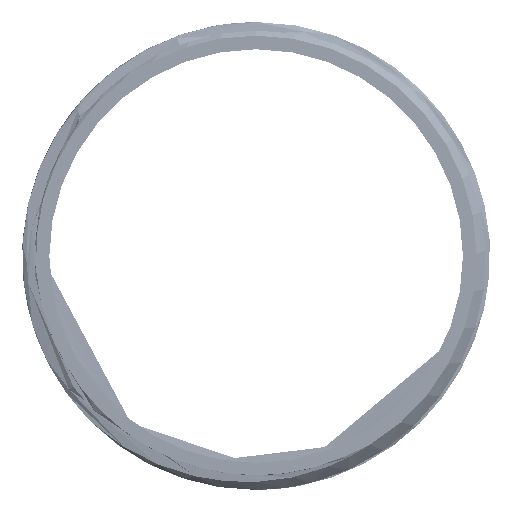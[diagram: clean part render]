
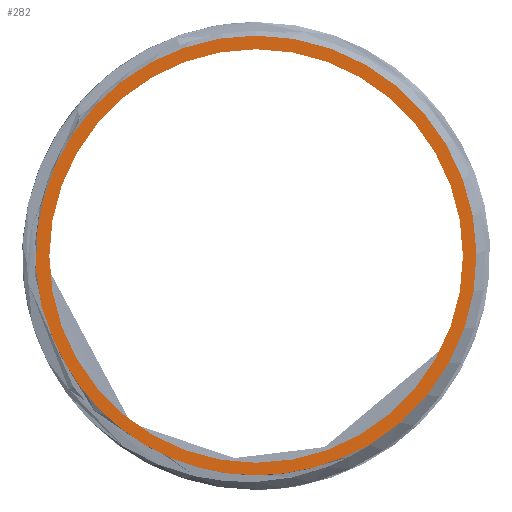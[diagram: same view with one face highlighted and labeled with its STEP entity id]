
A CAD part, left-side view. The second image highlights one B-rep face of the part: STEP entity #282.
In plain terms, the highlighted planar face has unit normal (-1, 0, 0).
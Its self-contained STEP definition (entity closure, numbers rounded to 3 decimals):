
#17 = EDGE_CURVE ( 'NONE', #7368, #36650, #40820, .T. ) ;
#282 = ADVANCED_FACE ( 'NONE', ( #16500, #41891 ), #20865, .F. ) ;
#367 = CARTESIAN_POINT ( 'NONE',  ( -40.707, 4.979, -6.425 ) ) ;
#598 = CARTESIAN_POINT ( 'NONE',  ( -40.707, 7.471, -3.022 ) ) ;
#600 = CARTESIAN_POINT ( 'NONE',  ( -40.707, -3.837, -7.128 ) ) ;
#1593 = ORIENTED_EDGE ( 'NONE', *, *, #43167, .F. ) ;
#2287 = DIRECTION ( 'NONE',  ( -1., 0., 0. ) ) ;
#2617 = EDGE_CURVE ( 'NONE', #5212, #7987, #40512, .T. ) ;
#3178 = ORIENTED_EDGE ( 'NONE', *, *, #34862, .T. ) ;
#4773 = CARTESIAN_POINT ( 'NONE',  ( -40.707, 0., 8.1 ) ) ;
#5212 = VERTEX_POINT ( 'NONE', #10792 ) ;
#5494 = CIRCLE ( 'NONE', #37199, 7.6 ) ;
#5515 = DIRECTION ( 'NONE',  ( 0., 0., 1. ) ) ;
#5975 = CARTESIAN_POINT ( 'NONE',  ( -40.707, 0., 0. ) ) ;
#6504 = CARTESIAN_POINT ( 'NONE',  ( -40.707, 7.635, -2.651 ) ) ;
#6517 = EDGE_LOOP ( 'NONE', ( #1593, #41168 ) ) ;
#7017 = DIRECTION ( 'NONE',  ( 1., 0., 0. ) ) ;
#7022 = B_SPLINE_CURVE_WITH_KNOTS ( 'NONE', 3,
 ( #42736, #6504, #34679, #34901 ),
 .UNSPECIFIED., .F., .F.,
 ( 4, 4 ),
 ( 0., 0.001 ),
 .UNSPECIFIED. ) ;
#7368 = VERTEX_POINT ( 'NONE', #4773 ) ;
#7987 = VERTEX_POINT ( 'NONE', #21566 ) ;
#8604 = CARTESIAN_POINT ( 'NONE',  ( -40.707, -4.175, -6.941 ) ) ;
#9095 = ORIENTED_EDGE ( 'NONE', *, *, #13293, .F. ) ;
#10094 = VERTEX_POINT ( 'NONE', #10170 ) ;
#10170 = CARTESIAN_POINT ( 'NONE',  ( -40.707, 0., 7.6 ) ) ;
#10538 = VERTEX_POINT ( 'NONE', #26277 ) ;
#10792 = CARTESIAN_POINT ( 'NONE',  ( -40.707, -4.175, -6.941 ) ) ;
#12031 = AXIS2_PLACEMENT_3D ( 'NONE', #24105, #7017, #20641 ) ;
#13293 = EDGE_CURVE ( 'NONE', #7987, #10538, #31488, .T. ) ;
#13715 = CIRCLE ( 'NONE', #18106, 7.6 ) ;
#14221 = CARTESIAN_POINT ( 'NONE',  ( -40.707, 4.079, -7.031 ) ) ;
#14448 = CARTESIAN_POINT ( 'NONE',  ( -40.707, 7.071, -4.01 ) ) ;
#16386 = CIRCLE ( 'NONE', #36284, 8.1 ) ;
#16500 = FACE_BOUND ( 'NONE', #6517, .T. ) ;
#17110 = VERTEX_POINT ( 'NONE', #31809 ) ;
#17197 = ORIENTED_EDGE ( 'NONE', *, *, #17, .T. ) ;
#17442 = CARTESIAN_POINT ( 'NONE',  ( -40.707, 1.048, -8.061 ) ) ;
#17890 = CARTESIAN_POINT ( 'NONE',  ( -40.707, -2.143, -7.841 ) ) ;
#18106 = AXIS2_PLACEMENT_3D ( 'NONE', #36239, #18223, #36017 ) ;
#18223 = DIRECTION ( 'NONE',  ( -1., 0., 0. ) ) ;
#19201 = CARTESIAN_POINT ( 'NONE',  ( -40.707, -3.125, -7.428 ) ) ;
#19819 = CARTESIAN_POINT ( 'NONE',  ( -40.707, 7.879, -1.88 ) ) ;
#20641 = DIRECTION ( 'NONE',  ( 0., 0., -1. ) ) ;
#20865 = PLANE ( 'NONE',  #12031 ) ;
#21566 = CARTESIAN_POINT ( 'NONE',  ( -40.707, -3.125, -7.428 ) ) ;
#21809 = CARTESIAN_POINT ( 'NONE',  ( -40.707, -1.08, -8.057 ) ) ;
#23212 = EDGE_CURVE ( 'NONE', #17110, #10094, #5494, .T. ) ;
#24105 = CARTESIAN_POINT ( 'NONE',  ( -40.707, 7.6, 0. ) ) ;
#26277 = CARTESIAN_POINT ( 'NONE',  ( -40.707, 7.471, -3.022 ) ) ;
#28264 = AXIS2_PLACEMENT_3D ( 'NONE', #35923, #31987, #32453 ) ;
#29081 = DIRECTION ( 'NONE',  ( -1., 0., 0. ) ) ;
#29516 = ORIENTED_EDGE ( 'NONE', *, *, #2617, .F. ) ;
#31488 = B_SPLINE_CURVE_WITH_KNOTS ( 'NONE', 3,
 ( #35911, #17890, #21809, #17442, #38919, #14221, #367, #42150, #14448, #598 ),
 .UNSPECIFIED., .F., .F.,
 ( 4, 2, 2, 2, 4 ),
 ( 0., 0.003, 0.006, 0.01, 0.013 ),
 .UNSPECIFIED. ) ;
#31809 = CARTESIAN_POINT ( 'NONE',  ( -40.707, 0., -7.6 ) ) ;
#31987 = DIRECTION ( 'NONE',  ( -1., 0., 0. ) ) ;
#32210 = CARTESIAN_POINT ( 'NONE',  ( -40.707, -3.487, -7.291 ) ) ;
#32453 = DIRECTION ( 'NONE',  ( 0., 0., 1. ) ) ;
#34574 = EDGE_CURVE ( 'NONE', #10538, #36650, #7022, .T. ) ;
#34679 = CARTESIAN_POINT ( 'NONE',  ( -40.707, 7.771, -2.27 ) ) ;
#34862 = EDGE_CURVE ( 'NONE', #5212, #7368, #16386, .T. ) ;
#34901 = CARTESIAN_POINT ( 'NONE',  ( -40.707, 7.879, -1.88 ) ) ;
#35911 = CARTESIAN_POINT ( 'NONE',  ( -40.707, -3.125, -7.428 ) ) ;
#35923 = CARTESIAN_POINT ( 'NONE',  ( -40.707, 0., 0. ) ) ;
#36017 = DIRECTION ( 'NONE',  ( 0., 0., 1. ) ) ;
#36239 = CARTESIAN_POINT ( 'NONE',  ( -40.707, 0., 0. ) ) ;
#36284 = AXIS2_PLACEMENT_3D ( 'NONE', #39716, #29081, #43181 ) ;
#36650 = VERTEX_POINT ( 'NONE', #19819 ) ;
#37199 = AXIS2_PLACEMENT_3D ( 'NONE', #5975, #2287, #5515 ) ;
#38919 = CARTESIAN_POINT ( 'NONE',  ( -40.707, 2.112, -7.85 ) ) ;
#39716 = CARTESIAN_POINT ( 'NONE',  ( -40.707, 0., 0. ) ) ;
#40512 = B_SPLINE_CURVE_WITH_KNOTS ( 'NONE', 3,
 ( #8604, #600, #32210, #19201 ),
 .UNSPECIFIED., .F., .F.,
 ( 4, 4 ),
 ( 0.007, 0.008 ),
 .UNSPECIFIED. ) ;
#40820 = CIRCLE ( 'NONE', #28264, 8.1 ) ;
#41168 = ORIENTED_EDGE ( 'NONE', *, *, #23212, .F. ) ;
#41891 = FACE_OUTER_BOUND ( 'NONE', #45294, .T. ) ;
#42140 = ORIENTED_EDGE ( 'NONE', *, *, #34574, .F. ) ;
#42150 = CARTESIAN_POINT ( 'NONE',  ( -40.707, 6.473, -4.916 ) ) ;
#42736 = CARTESIAN_POINT ( 'NONE',  ( -40.707, 7.471, -3.022 ) ) ;
#43167 = EDGE_CURVE ( 'NONE', #10094, #17110, #13715, .T. ) ;
#43181 = DIRECTION ( 'NONE',  ( 0., 0., 1. ) ) ;
#45294 = EDGE_LOOP ( 'NONE', ( #42140, #9095, #29516, #3178, #17197 ) ) ;
